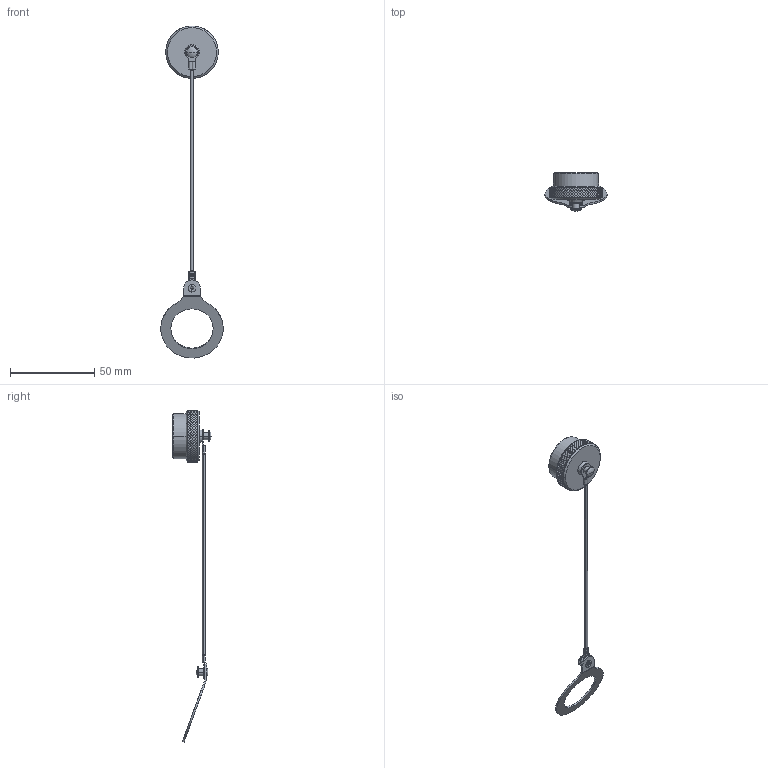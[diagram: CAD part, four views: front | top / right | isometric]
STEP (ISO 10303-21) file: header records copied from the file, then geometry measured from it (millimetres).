
FILE_DESCRIPTION((''),'2;1');
FILE_NAME('D3899933W13N','2015-07-07T',('sarunc'),('SOURIAU INDIA'),'PRO/ENGINEER BY PARAMETRIC TECHNOLOGY CORPORATION, 2010140','PRO/ENGINEER BY PARAMETRIC TECHNOLOGY CORPORATION, 2010140','');
FILE_SCHEMA(('CONFIG_CONTROL_DESIGN'));
Length unit declared in the file: millimetre
Products named in the file (1): D3899933W13N
Bounding box: 36.95 x 23 x 196.81 mm (x, y, z)
Volume: 8030 mm3; surface area: 6245.7 mm2
Topology: 1 solids, 2 shells, 2651 faces, 5830 edges, 3171 vertices
Faces by surface type: bspline 1930, cylinder 616, plane 69, cone 20, torus 12, sphere 4
Entity records: 122215 total; most frequent: CARTESIAN_POINT 81067, ORIENTED_EDGE 11648, EDGE_CURVE 5824, B_SPLINE_CURVE_WITH_KNOTS 5126, VERTEX_POINT 3171, EDGE_LOOP 2677, FACE_OUTER_BOUND 2651, ADVANCED_FACE 2651
